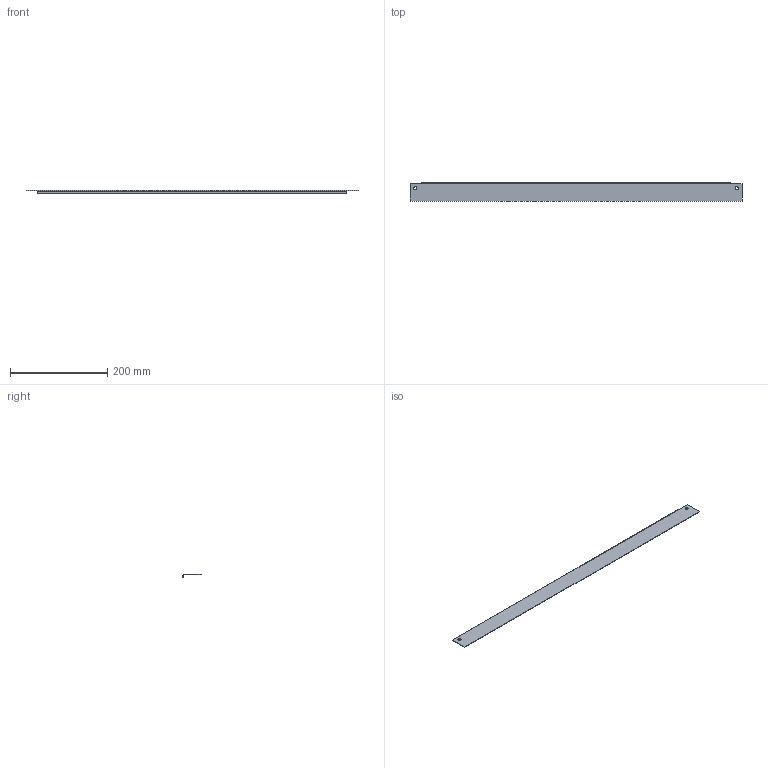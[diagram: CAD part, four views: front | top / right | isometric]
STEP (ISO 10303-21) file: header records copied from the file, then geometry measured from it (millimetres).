
FILE_DESCRIPTION (( 'STEP AP214' ), '1' );
FILE_NAME ('mb-15-hb-0480n ÌÈ-2335.00.00.001 Ïëàíêà ãîðèçîíòàëüíàÿ.STEP', '2021-11-17T12:32:00', ( '' ), ( '' ), 'SwSTEP 2.0', 'SolidWorks 2021', '' );
FILE_SCHEMA (( 'AUTOMOTIVE_DESIGN' ));
Length unit declared in the file: millimetre
Products named in the file (1): mb-15-hb-0480n ÌÈ-2335.00.00.001 Ïëàíêà ãîðèçîíòàëüíàÿ
Bounding box: 682 x 37 x 8 mm (x, y, z)
Volume: 29109.8 mm3; surface area: 59711.2 mm2
Topology: 1 solids, 1 shells, 20 faces, 46 edges, 28 vertices
Faces by surface type: plane 14, cylinder 6
Entity records: 600 total; most frequent: DIRECTION 100, CARTESIAN_POINT 95, ORIENTED_EDGE 92, EDGE_CURVE 46, VECTOR 34, LINE 34, AXIS2_PLACEMENT_3D 33, VERTEX_POINT 28
